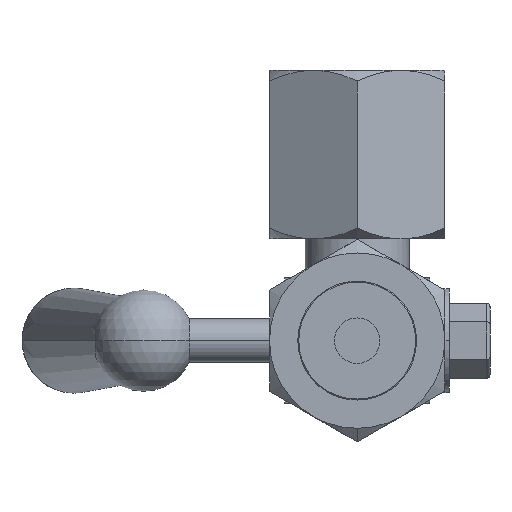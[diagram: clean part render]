
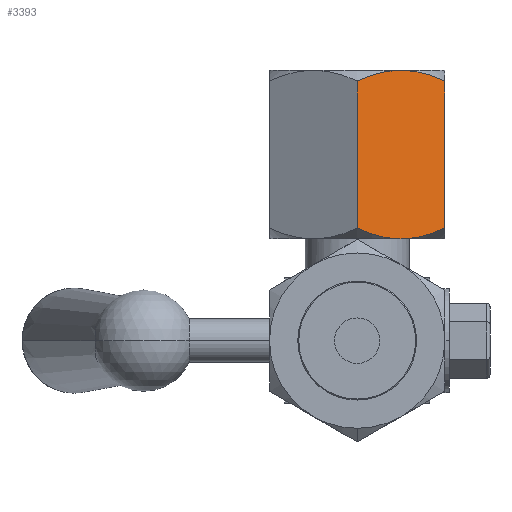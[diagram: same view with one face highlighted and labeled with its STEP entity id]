
A CAD part, left-side view. The second image highlights one B-rep face of the part: STEP entity #3393.
In plain terms, the highlighted planar face has unit normal (-0.866, -0.5, 0).
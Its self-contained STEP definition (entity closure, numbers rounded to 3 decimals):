
#202 = VERTEX_POINT ( 'NONE', #4643 ) ;
#209 = VERTEX_POINT ( 'NONE', #4638 ) ;
#212 = VERTEX_POINT ( 'NONE', #4635 ) ;
#213 = VERTEX_POINT ( 'NONE', #4634 ) ;
#215 = VERTEX_POINT ( 'NONE', #4631 ) ;
#216 = VERTEX_POINT ( 'NONE', #4630 ) ;
#1275 = B_SPLINE_CURVE_WITH_KNOTS ( 'NONE', 3,
 ( #2877, #2878, #2886, #2887, #2888, #2889 ),
 .UNSPECIFIED., .F., .F.,
 ( 4, 2, 4 ),
 ( 0.008, 0.012, 0.016 ),
 .UNSPECIFIED. ) ;
#1276 = B_SPLINE_CURVE_WITH_KNOTS ( 'NONE', 3,
 ( #2891, #2885, #2895, #2896, #2897, #2898, #2899, #2900 ),
 .UNSPECIFIED., .F., .F.,
 ( 4, 2, 2, 4 ),
 ( 0., 0.004, 0.006, 0.008 ),
 .UNSPECIFIED. ) ;
#1277 = B_SPLINE_CURVE_WITH_KNOTS ( 'NONE', 3,
 ( #2893, #2894, #2903, #2904, #2905, #2906 ),
 .UNSPECIFIED., .F., .F.,
 ( 4, 2, 4 ),
 ( 0.008, 0.012, 0.016 ),
 .UNSPECIFIED. ) ;
#1278 = B_SPLINE_CURVE_WITH_KNOTS ( 'NONE', 3,
 ( #2902, #2901, #2909, #2910, #2911, #2912, #2913, #2914 ),
 .UNSPECIFIED., .F., .F.,
 ( 4, 2, 2, 4 ),
 ( 0., 0.004, 0.006, 0.008 ),
 .UNSPECIFIED. ) ;
#1558 = ORIENTED_EDGE ( 'NONE', *, *, #3453, .F. ) ;
#1559 = ORIENTED_EDGE ( 'NONE', *, *, #3455, .T. ) ;
#1560 = ORIENTED_EDGE ( 'NONE', *, *, #3452, .F. ) ;
#1561 = ORIENTED_EDGE ( 'NONE', *, *, #3451, .F. ) ;
#1562 = ORIENTED_EDGE ( 'NONE', *, *, #3450, .F. ) ;
#1563 = ORIENTED_EDGE ( 'NONE', *, *, #3449, .F. ) ;
#1864 = EDGE_LOOP ( 'NONE', ( #1558, #1559, #1560, #1561, #1562, #1563 ) ) ;
#2646 = CARTESIAN_POINT ( 'NONE',  ( -15.588, 0., 15.65 ) ) ;
#2649 = PLANE ( 'NONE',  #3753 ) ;
#2651 = DIRECTION ( 'NONE',  ( -0.866, -0.5, 0. ) ) ;
#2652 = DIRECTION ( 'NONE',  ( 0.5, -0.866, 0. ) ) ;
#2877 = CARTESIAN_POINT ( 'NONE',  ( -11.691, -6.75, 15.65 ) ) ;
#2878 = CARTESIAN_POINT ( 'NONE',  ( -12.362, -5.589, 15.65 ) ) ;
#2885 = CARTESIAN_POINT ( 'NONE',  ( -14.965, -1.081, 40.478 ) ) ;
#2886 = CARTESIAN_POINT ( 'NONE',  ( -13.021, -4.448, 15.812 ) ) ;
#2887 = CARTESIAN_POINT ( 'NONE',  ( -14.32, -2.197, 16.397 ) ) ;
#2888 = CARTESIAN_POINT ( 'NONE',  ( -14.963, -1.084, 16.82 ) ) ;
#2889 = CARTESIAN_POINT ( 'NONE',  ( -15.588, 0., 17.321 ) ) ;
#2890 = CARTESIAN_POINT ( 'NONE',  ( -15.588, 0., 15.65 ) ) ;
#2891 = CARTESIAN_POINT ( 'NONE',  ( -15.588, 0., 39.979 ) ) ;
#2892 = DIRECTION ( 'NONE',  ( 0., 0., 1. ) ) ;
#2893 = CARTESIAN_POINT ( 'NONE',  ( -11.691, -6.75, 41.65 ) ) ;
#2894 = CARTESIAN_POINT ( 'NONE',  ( -11.021, -7.911, 41.65 ) ) ;
#2895 = CARTESIAN_POINT ( 'NONE',  ( -14.331, -2.178, 40.896 ) ) ;
#2896 = CARTESIAN_POINT ( 'NONE',  ( -13.358, -3.863, 41.337 ) ) ;
#2897 = CARTESIAN_POINT ( 'NONE',  ( -13.03, -4.431, 41.452 ) ) ;
#2898 = CARTESIAN_POINT ( 'NONE',  ( -12.365, -5.583, 41.609 ) ) ;
#2899 = CARTESIAN_POINT ( 'NONE',  ( -12.026, -6.171, 41.65 ) ) ;
#2900 = CARTESIAN_POINT ( 'NONE',  ( -11.691, -6.75, 41.65 ) ) ;
#2901 = CARTESIAN_POINT ( 'NONE',  ( -8.418, -12.419, 16.822 ) ) ;
#2902 = CARTESIAN_POINT ( 'NONE',  ( -7.794, -13.5, 17.321 ) ) ;
#2903 = CARTESIAN_POINT ( 'NONE',  ( -10.362, -9.052, 41.488 ) ) ;
#2904 = CARTESIAN_POINT ( 'NONE',  ( -9.063, -11.303, 40.903 ) ) ;
#2905 = CARTESIAN_POINT ( 'NONE',  ( -8.42, -12.416, 40.48 ) ) ;
#2906 = CARTESIAN_POINT ( 'NONE',  ( -7.794, -13.5, 39.979 ) ) ;
#2909 = CARTESIAN_POINT ( 'NONE',  ( -9.052, -11.322, 16.404 ) ) ;
#2910 = CARTESIAN_POINT ( 'NONE',  ( -10.025, -9.637, 15.963 ) ) ;
#2911 = CARTESIAN_POINT ( 'NONE',  ( -10.353, -9.069, 15.848 ) ) ;
#2912 = CARTESIAN_POINT ( 'NONE',  ( -11.018, -7.917, 15.691 ) ) ;
#2913 = CARTESIAN_POINT ( 'NONE',  ( -11.357, -7.329, 15.65 ) ) ;
#2914 = CARTESIAN_POINT ( 'NONE',  ( -11.691, -6.75, 15.65 ) ) ;
#2922 = CARTESIAN_POINT ( 'NONE',  ( -7.794, -13.5, 15.65 ) ) ;
#2924 = DIRECTION ( 'NONE',  ( 0., 0., 1. ) ) ;
#3393 = ADVANCED_FACE ( 'NONE', ( #4268 ), #2649, .T. ) ;
#3449 = EDGE_CURVE ( 'NONE', #202, #213, #1275, .T. ) ;
#3450 = EDGE_CURVE ( 'NONE', #213, #216, #4332, .T. ) ;
#3451 = EDGE_CURVE ( 'NONE', #216, #215, #1276, .T. ) ;
#3452 = EDGE_CURVE ( 'NONE', #215, #212, #1277, .T. ) ;
#3453 = EDGE_CURVE ( 'NONE', #209, #202, #1278, .T. ) ;
#3455 = EDGE_CURVE ( 'NONE', #209, #212, #4336, .T. ) ;
#3753 = AXIS2_PLACEMENT_3D ( 'NONE', #2646, #2651, #2652 ) ;
#4268 = FACE_OUTER_BOUND ( 'NONE', #1864, .T. ) ;
#4332 = LINE ( 'NONE', #2890, #4337 ) ;
#4336 = LINE ( 'NONE', #2922, #4339 ) ;
#4337 = VECTOR ( 'NONE', #2892, 1000. ) ;
#4339 = VECTOR ( 'NONE', #2924, 1000. ) ;
#4630 = CARTESIAN_POINT ( 'NONE',  ( -15.588, 0., 39.979 ) ) ;
#4631 = CARTESIAN_POINT ( 'NONE',  ( -11.691, -6.75, 41.65 ) ) ;
#4634 = CARTESIAN_POINT ( 'NONE',  ( -15.588, 0., 17.321 ) ) ;
#4635 = CARTESIAN_POINT ( 'NONE',  ( -7.794, -13.5, 39.979 ) ) ;
#4638 = CARTESIAN_POINT ( 'NONE',  ( -7.794, -13.5, 17.321 ) ) ;
#4643 = CARTESIAN_POINT ( 'NONE',  ( -11.691, -6.75, 15.65 ) ) ;
